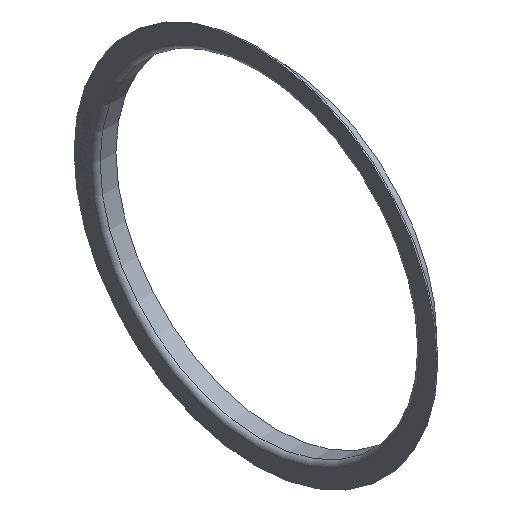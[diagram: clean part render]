
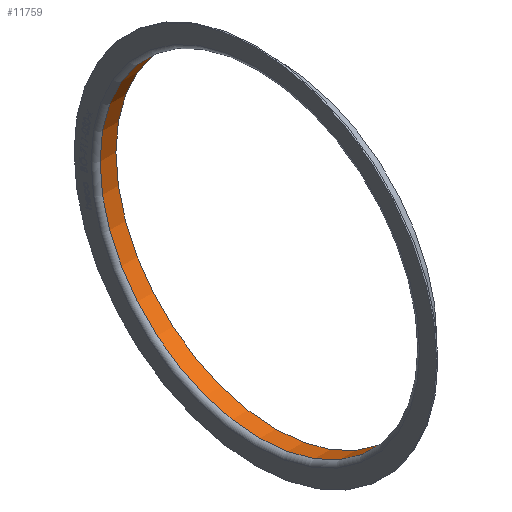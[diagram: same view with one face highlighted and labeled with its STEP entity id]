
A CAD part, isometric view. The second image highlights one B-rep face of the part: STEP entity #11759.
In plain terms, the highlighted cylindrical face has radius 352.6 mm (diameter 705.2 mm), a full revolution.
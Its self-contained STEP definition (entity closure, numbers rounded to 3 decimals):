
#1160 = CARTESIAN_POINT ( 'NONE',  ( 10., 0., 352.6 ) ) ;
#1568 = ORIENTED_EDGE ( 'NONE', *, *, #6600, .T. ) ;
#2197 = VERTEX_POINT ( 'NONE', #6389 ) ;
#2339 = DIRECTION ( 'NONE',  ( 0., 0., 1. ) ) ;
#3308 = FACE_OUTER_BOUND ( 'NONE', #13108, .T. ) ;
#3464 = CIRCLE ( 'NONE', #11166, 352.6 ) ;
#5881 = ORIENTED_EDGE ( 'NONE', *, *, #9544, .F. ) ;
#6128 = EDGE_LOOP ( 'NONE', ( #5881 ) ) ;
#6178 = AXIS2_PLACEMENT_3D ( 'NONE', #7486, #12615, #2339 ) ;
#6389 = CARTESIAN_POINT ( 'NONE',  ( 45., 0., 352.6 ) ) ;
#6600 = EDGE_CURVE ( 'NONE', #7278, #7278, #3464, .T. ) ;
#7215 = CIRCLE ( 'NONE', #7658, 352.6 ) ;
#7278 = VERTEX_POINT ( 'NONE', #1160 ) ;
#7339 = DIRECTION ( 'NONE',  ( -1., 0., 0. ) ) ;
#7486 = CARTESIAN_POINT ( 'NONE',  ( 0., 0., 0. ) ) ;
#7520 = DIRECTION ( 'NONE',  ( -1., 0., 0. ) ) ;
#7558 = CYLINDRICAL_SURFACE ( 'NONE', #6178, 352.6 ) ;
#7658 = AXIS2_PLACEMENT_3D ( 'NONE', #11857, #7520, #11729 ) ;
#8451 = CARTESIAN_POINT ( 'NONE',  ( 10., 0., 0. ) ) ;
#9544 = EDGE_CURVE ( 'NONE', #2197, #2197, #7215, .T. ) ;
#11166 = AXIS2_PLACEMENT_3D ( 'NONE', #8451, #7339, #13432 ) ;
#11729 = DIRECTION ( 'NONE',  ( 0., 0., 1. ) ) ;
#11759 = ADVANCED_FACE ( 'NONE', ( #13643, #3308 ), #7558, .F. ) ;
#11857 = CARTESIAN_POINT ( 'NONE',  ( 45., 0., 0. ) ) ;
#12615 = DIRECTION ( 'NONE',  ( -1., 0., 0. ) ) ;
#13108 = EDGE_LOOP ( 'NONE', ( #1568 ) ) ;
#13432 = DIRECTION ( 'NONE',  ( 0., 0., 1. ) ) ;
#13643 = FACE_OUTER_BOUND ( 'NONE', #6128, .T. ) ;
